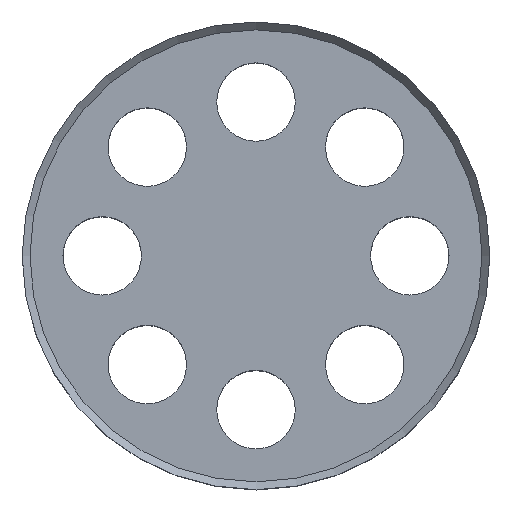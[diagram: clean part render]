
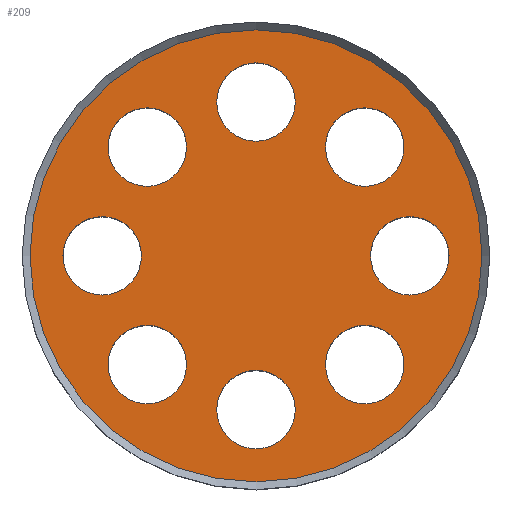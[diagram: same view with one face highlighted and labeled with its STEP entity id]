
A CAD part, top view. The second image highlights one B-rep face of the part: STEP entity #209.
In plain terms, the highlighted planar face has unit normal (0, 0, 1).
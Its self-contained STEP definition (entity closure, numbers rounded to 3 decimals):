
#16=PLANE('',#248);
#44=FACE_BOUND('',#94,.T.);
#45=FACE_BOUND('',#95,.T.);
#46=FACE_BOUND('',#96,.T.);
#47=FACE_BOUND('',#97,.T.);
#48=FACE_BOUND('',#98,.T.);
#49=FACE_BOUND('',#99,.T.);
#50=FACE_BOUND('',#100,.T.);
#51=FACE_BOUND('',#101,.T.);
#63=FACE_OUTER_BOUND('',#93,.T.);
#93=EDGE_LOOP('',(#188));
#94=EDGE_LOOP('',(#189));
#95=EDGE_LOOP('',(#190));
#96=EDGE_LOOP('',(#191));
#97=EDGE_LOOP('',(#192));
#98=EDGE_LOOP('',(#193));
#99=EDGE_LOOP('',(#194));
#100=EDGE_LOOP('',(#195));
#101=EDGE_LOOP('',(#196));
#102=CIRCLE('',#219,14.4);
#104=CIRCLE('',#222,2.5);
#106=CIRCLE('',#225,2.5);
#108=CIRCLE('',#228,2.5);
#110=CIRCLE('',#231,2.5);
#112=CIRCLE('',#234,2.5);
#114=CIRCLE('',#237,2.5);
#116=CIRCLE('',#240,2.5);
#118=CIRCLE('',#243,2.5);
#121=VERTEX_POINT('',#315);
#123=VERTEX_POINT('',#320);
#125=VERTEX_POINT('',#325);
#127=VERTEX_POINT('',#330);
#129=VERTEX_POINT('',#335);
#131=VERTEX_POINT('',#340);
#133=VERTEX_POINT('',#345);
#135=VERTEX_POINT('',#350);
#137=VERTEX_POINT('',#355);
#140=EDGE_CURVE('',#121,#121,#102,.T.);
#142=EDGE_CURVE('',#123,#123,#104,.T.);
#144=EDGE_CURVE('',#125,#125,#106,.T.);
#146=EDGE_CURVE('',#127,#127,#108,.T.);
#148=EDGE_CURVE('',#129,#129,#110,.T.);
#150=EDGE_CURVE('',#131,#131,#112,.T.);
#152=EDGE_CURVE('',#133,#133,#114,.T.);
#154=EDGE_CURVE('',#135,#135,#116,.T.);
#156=EDGE_CURVE('',#137,#137,#118,.T.);
#188=ORIENTED_EDGE('',*,*,#140,.T.);
#189=ORIENTED_EDGE('',*,*,#142,.T.);
#190=ORIENTED_EDGE('',*,*,#144,.T.);
#191=ORIENTED_EDGE('',*,*,#146,.T.);
#192=ORIENTED_EDGE('',*,*,#148,.T.);
#193=ORIENTED_EDGE('',*,*,#150,.T.);
#194=ORIENTED_EDGE('',*,*,#152,.T.);
#195=ORIENTED_EDGE('',*,*,#154,.T.);
#196=ORIENTED_EDGE('',*,*,#156,.T.);
#209=ADVANCED_FACE('',(#63,#44,#45,#46,#47,#48,#49,#50,#51),#16,.T.);
#219=AXIS2_PLACEMENT_3D('',#316,#253,#254);
#222=AXIS2_PLACEMENT_3D('',#321,#259,#260);
#225=AXIS2_PLACEMENT_3D('',#326,#265,#266);
#228=AXIS2_PLACEMENT_3D('',#331,#271,#272);
#231=AXIS2_PLACEMENT_3D('',#336,#277,#278);
#234=AXIS2_PLACEMENT_3D('',#341,#283,#284);
#237=AXIS2_PLACEMENT_3D('',#346,#289,#290);
#240=AXIS2_PLACEMENT_3D('',#351,#295,#296);
#243=AXIS2_PLACEMENT_3D('',#356,#301,#302);
#248=AXIS2_PLACEMENT_3D('',#363,#311,#312);
#253=DIRECTION('center_axis',(0.,0.,1.));
#254=DIRECTION('ref_axis',(-1.,0.,0.));
#259=DIRECTION('center_axis',(0.,0.,-1.));
#260=DIRECTION('ref_axis',(-1.,0.,0.));
#265=DIRECTION('center_axis',(0.,0.,-1.));
#266=DIRECTION('ref_axis',(-1.,0.,0.));
#271=DIRECTION('center_axis',(0.,0.,-1.));
#272=DIRECTION('ref_axis',(-1.,0.,0.));
#277=DIRECTION('center_axis',(0.,0.,-1.));
#278=DIRECTION('ref_axis',(-1.,0.,0.));
#283=DIRECTION('center_axis',(0.,0.,-1.));
#284=DIRECTION('ref_axis',(-1.,0.,0.));
#289=DIRECTION('center_axis',(0.,0.,-1.));
#290=DIRECTION('ref_axis',(-1.,0.,0.));
#295=DIRECTION('center_axis',(0.,0.,-1.));
#296=DIRECTION('ref_axis',(-1.,0.,0.));
#301=DIRECTION('center_axis',(0.,0.,-1.));
#302=DIRECTION('ref_axis',(-1.,0.,0.));
#311=DIRECTION('center_axis',(0.,0.,1.));
#312=DIRECTION('ref_axis',(1.,0.,0.));
#315=CARTESIAN_POINT('',(14.4,0.,12.5));
#316=CARTESIAN_POINT('Origin',(0.,0.,12.5));
#320=CARTESIAN_POINT('',(9.43,6.93,12.5));
#321=CARTESIAN_POINT('Origin',(6.93,6.93,12.5));
#325=CARTESIAN_POINT('',(12.3,0.,12.5));
#326=CARTESIAN_POINT('Origin',(9.8,0.,12.5));
#330=CARTESIAN_POINT('',(9.43,-6.93,12.5));
#331=CARTESIAN_POINT('Origin',(6.93,-6.93,12.5));
#335=CARTESIAN_POINT('',(2.5,-9.8,12.5));
#336=CARTESIAN_POINT('Origin',(0.,-9.8,12.5));
#340=CARTESIAN_POINT('',(-4.43,-6.93,12.5));
#341=CARTESIAN_POINT('Origin',(-6.93,-6.93,12.5));
#345=CARTESIAN_POINT('',(-7.3,0.,12.5));
#346=CARTESIAN_POINT('Origin',(-9.8,0.,12.5));
#350=CARTESIAN_POINT('',(-4.43,6.93,12.5));
#351=CARTESIAN_POINT('Origin',(-6.93,6.93,12.5));
#355=CARTESIAN_POINT('',(2.5,9.8,12.5));
#356=CARTESIAN_POINT('Origin',(0.,9.8,12.5));
#363=CARTESIAN_POINT('Origin',(0.,0.,
12.5));
